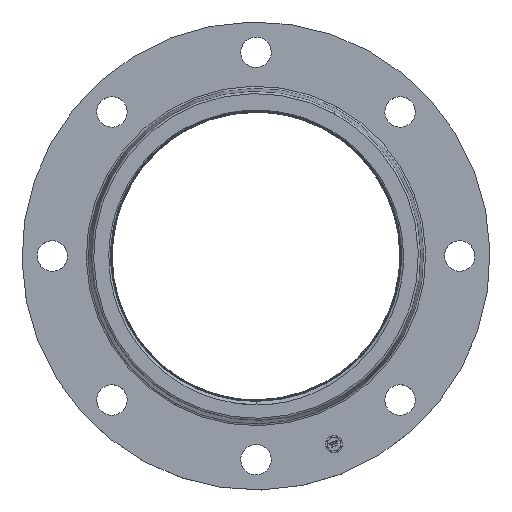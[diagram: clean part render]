
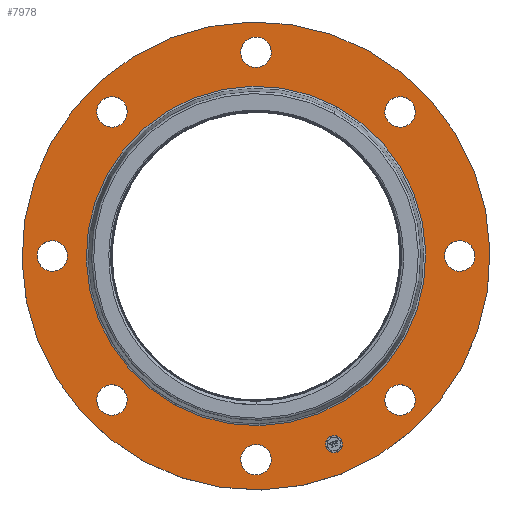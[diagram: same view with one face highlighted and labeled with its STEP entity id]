
A CAD part, top view. The second image highlights one B-rep face of the part: STEP entity #7978.
In plain terms, the highlighted planar face has unit normal (0, 0, 1).
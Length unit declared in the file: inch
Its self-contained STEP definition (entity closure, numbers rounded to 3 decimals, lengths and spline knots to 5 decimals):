
#367=AXIS2_PLACEMENT_3D('Circle Axis2P3D',#365,#366,$) ;
#384=AXIS2_PLACEMENT_3D('Circle Axis2P3D',#382,#383,$) ;
#424=AXIS2_PLACEMENT_3D('Circle Axis2P3D',#422,#423,$) ;
#441=AXIS2_PLACEMENT_3D('Circle Axis2P3D',#439,#440,$) ;
#481=AXIS2_PLACEMENT_3D('Circle Axis2P3D',#479,#480,$) ;
#498=AXIS2_PLACEMENT_3D('Circle Axis2P3D',#496,#497,$) ;
#538=AXIS2_PLACEMENT_3D('Circle Axis2P3D',#536,#537,$) ;
#555=AXIS2_PLACEMENT_3D('Circle Axis2P3D',#553,#554,$) ;
#595=AXIS2_PLACEMENT_3D('Circle Axis2P3D',#593,#594,$) ;
#612=AXIS2_PLACEMENT_3D('Circle Axis2P3D',#610,#611,$) ;
#652=AXIS2_PLACEMENT_3D('Circle Axis2P3D',#650,#651,$) ;
#669=AXIS2_PLACEMENT_3D('Circle Axis2P3D',#667,#668,$) ;
#709=AXIS2_PLACEMENT_3D('Circle Axis2P3D',#707,#708,$) ;
#726=AXIS2_PLACEMENT_3D('Circle Axis2P3D',#724,#725,$) ;
#946=AXIS2_PLACEMENT_3D('Circle Axis2P3D',#944,#945,$) ;
#972=AXIS2_PLACEMENT_3D('Circle Axis2P3D',#970,#971,$) ;
#996=AXIS2_PLACEMENT_3D('Circle Axis2P3D',#994,#995,$) ;
#1015=AXIS2_PLACEMENT_3D('Circle Axis2P3D',#1013,#1014,$) ;
#1046=AXIS2_PLACEMENT_3D('Circle Axis2P3D',#1044,#1045,$) ;
#1058=AXIS2_PLACEMENT_3D('Circle Axis2P3D',#1056,#1057,$) ;
#7918=AXIS2_PLACEMENT_3D('Plane Axis2P3D',#7915,#7916,#7917) ;
#7962=AXIS2_PLACEMENT_3D('Circle Axis2P3D',#7960,#7961,$) ;
#7971=AXIS2_PLACEMENT_3D('Circle Axis2P3D',#7969,#7970,$) ;
#348=CARTESIAN_POINT('Vertex',(4.27813,-4.57645,1.06)) ;
#362=CARTESIAN_POINT('Vertex',(4.03037,-3.73205,1.06)) ;
#365=CARTESIAN_POINT('Axis2P3D Location',(4.15425,-4.15425,1.06)) ;
#382=CARTESIAN_POINT('Axis2P3D Location',(4.15425,-4.15425,1.06)) ;
#405=CARTESIAN_POINT('Vertex',(-6.26114,0.21095,1.06)) ;
#419=CARTESIAN_POINT('Vertex',(-5.48886,-0.21095,1.06)) ;
#422=CARTESIAN_POINT('Axis2P3D Location',(-5.875,0.,1.06)) ;
#439=CARTESIAN_POINT('Axis2P3D Location',(-5.875,0.,1.06)) ;
#462=CARTESIAN_POINT('Vertex',(4.57645,4.27813,1.06)) ;
#476=CARTESIAN_POINT('Vertex',(3.73205,4.03037,1.06)) ;
#479=CARTESIAN_POINT('Axis2P3D Location',(4.15425,4.15425,1.06)) ;
#496=CARTESIAN_POINT('Axis2P3D Location',(4.15425,4.15425,1.06)) ;
#519=CARTESIAN_POINT('Vertex',(-4.57645,-4.27813,1.06)) ;
#533=CARTESIAN_POINT('Vertex',(-3.73205,-4.03037,1.06)) ;
#536=CARTESIAN_POINT('Axis2P3D Location',(-4.15425,-4.15425,1.06)) ;
#553=CARTESIAN_POINT('Axis2P3D Location',(-4.15425,-4.15425,1.06)) ;
#576=CARTESIAN_POINT('Vertex',(0.21095,6.26114,1.06)) ;
#590=CARTESIAN_POINT('Vertex',(-0.21095,5.48886,1.06)) ;
#593=CARTESIAN_POINT('Axis2P3D Location',(0.,5.875,1.06)) ;
#610=CARTESIAN_POINT('Axis2P3D Location',(0.,5.875,1.06)) ;
#633=CARTESIAN_POINT('Vertex',(-0.21095,-6.26114,1.06)) ;
#647=CARTESIAN_POINT('Vertex',(0.21095,-5.48886,1.06)) ;
#650=CARTESIAN_POINT('Axis2P3D Location',(0.,-5.875,1.06)) ;
#667=CARTESIAN_POINT('Axis2P3D Location',(0.,-5.875,1.06)) ;
#690=CARTESIAN_POINT('Vertex',(-4.27813,4.57645,1.06)) ;
#704=CARTESIAN_POINT('Vertex',(-4.03037,3.73205,1.06)) ;
#707=CARTESIAN_POINT('Axis2P3D Location',(-4.15425,4.15425,1.06)) ;
#724=CARTESIAN_POINT('Axis2P3D Location',(-4.15425,4.15425,1.06)) ;
#944=CARTESIAN_POINT('Axis2P3D Location',(0.,0.,1.06)) ;
#948=CARTESIAN_POINT('Vertex',(-2.34695,-4.29607,1.06)) ;
#950=CARTESIAN_POINT('Vertex',(2.34695,4.29607,1.06)) ;
#970=CARTESIAN_POINT('Axis2P3D Location',(0.,0.,1.06)) ;
#991=CARTESIAN_POINT('Vertex',(3.23612,5.92368,1.06)) ;
#994=CARTESIAN_POINT('Axis2P3D Location',(0.,0.,1.06)) ;
#998=CARTESIAN_POINT('Vertex',(-3.23612,-5.92368,1.06)) ;
#1013=CARTESIAN_POINT('Axis2P3D Location',(0.,0.,1.06)) ;
#1034=CARTESIAN_POINT('Vertex',(6.26114,-0.21095,1.06)) ;
#1041=CARTESIAN_POINT('Vertex',(5.48886,0.21095,1.06)) ;
#1044=CARTESIAN_POINT('Axis2P3D Location',(5.875,0.,1.06)) ;
#1056=CARTESIAN_POINT('Axis2P3D Location',(5.875,0.,1.06)) ;
#7915=CARTESIAN_POINT('Axis2P3D Location',(0.,6.75,1.06)) ;
#7960=CARTESIAN_POINT('Axis2P3D Location',(2.24827,-5.42779,1.06)) ;
#7964=CARTESIAN_POINT('Vertex',(2.47693,-5.33308,1.06)) ;
#7966=CARTESIAN_POINT('Vertex',(2.0196,-5.52251,1.06)) ;
#7969=CARTESIAN_POINT('Axis2P3D Location',(2.24827,-5.42779,1.06)) ;
#366=DIRECTION('Axis2P3D Direction',(0.,-0.,-0.039)) ;
#383=DIRECTION('Axis2P3D Direction',(0.,-0.,-0.039)) ;
#423=DIRECTION('Axis2P3D Direction',(-0.,0.,-0.039)) ;
#440=DIRECTION('Axis2P3D Direction',(-0.,0.,-0.039)) ;
#480=DIRECTION('Axis2P3D Direction',(0.,0.,-0.039)) ;
#497=DIRECTION('Axis2P3D Direction',(0.,0.,-0.039)) ;
#537=DIRECTION('Axis2P3D Direction',(-0.,0.,-0.039)) ;
#554=DIRECTION('Axis2P3D Direction',(-0.,0.,-0.039)) ;
#594=DIRECTION('Axis2P3D Direction',(0.,0.,-0.039)) ;
#611=DIRECTION('Axis2P3D Direction',(0.,0.,-0.039)) ;
#651=DIRECTION('Axis2P3D Direction',(0.,-0.,-0.039)) ;
#668=DIRECTION('Axis2P3D Direction',(0.,-0.,-0.039)) ;
#708=DIRECTION('Axis2P3D Direction',(0.,0.,-0.039)) ;
#725=DIRECTION('Axis2P3D Direction',(0.,0.,-0.039)) ;
#945=DIRECTION('Axis2P3D Direction',(0.,0.,-0.039)) ;
#971=DIRECTION('Axis2P3D Direction',(0.,0.,-0.039)) ;
#995=DIRECTION('Axis2P3D Direction',(0.,0.,-0.039)) ;
#1014=DIRECTION('Axis2P3D Direction',(0.,0.,-0.039)) ;
#1045=DIRECTION('Axis2P3D Direction',(0.,-0.,-0.039)) ;
#1057=DIRECTION('Axis2P3D Direction',(0.,-0.,-0.039)) ;
#7916=DIRECTION('Axis2P3D Direction',(0.,0.,-0.039)) ;
#7917=DIRECTION('Axis2P3D XDirection',(0.039,0.,0.)) ;
#7961=DIRECTION('Axis2P3D Direction',(0.,0.,-0.039)) ;
#7970=DIRECTION('Axis2P3D Direction',(0.,0.,-0.039)) ;
#7921=ORIENTED_EDGE('',*,*,#1000,.F.) ;
#7922=ORIENTED_EDGE('',*,*,#1017,.F.) ;
#7925=ORIENTED_EDGE('',*,*,#1060,.T.) ;
#7926=ORIENTED_EDGE('',*,*,#1048,.T.) ;
#7929=ORIENTED_EDGE('',*,*,#952,.T.) ;
#7930=ORIENTED_EDGE('',*,*,#974,.T.) ;
#7933=ORIENTED_EDGE('',*,*,#369,.T.) ;
#7934=ORIENTED_EDGE('',*,*,#386,.T.) ;
#7937=ORIENTED_EDGE('',*,*,#654,.T.) ;
#7938=ORIENTED_EDGE('',*,*,#671,.T.) ;
#7941=ORIENTED_EDGE('',*,*,#540,.T.) ;
#7942=ORIENTED_EDGE('',*,*,#557,.T.) ;
#7945=ORIENTED_EDGE('',*,*,#426,.T.) ;
#7946=ORIENTED_EDGE('',*,*,#443,.T.) ;
#7949=ORIENTED_EDGE('',*,*,#711,.T.) ;
#7950=ORIENTED_EDGE('',*,*,#728,.T.) ;
#7953=ORIENTED_EDGE('',*,*,#597,.T.) ;
#7954=ORIENTED_EDGE('',*,*,#614,.T.) ;
#7957=ORIENTED_EDGE('',*,*,#483,.T.) ;
#7958=ORIENTED_EDGE('',*,*,#500,.T.) ;
#7975=ORIENTED_EDGE('',*,*,#7968,.T.) ;
#7976=ORIENTED_EDGE('',*,*,#7973,.T.) ;
#7927=FACE_BOUND('',#7924,.T.) ;
#7931=FACE_BOUND('',#7928,.T.) ;
#7935=FACE_BOUND('',#7932,.T.) ;
#7939=FACE_BOUND('',#7936,.T.) ;
#7943=FACE_BOUND('',#7940,.T.) ;
#7947=FACE_BOUND('',#7944,.T.) ;
#7951=FACE_BOUND('',#7948,.T.) ;
#7955=FACE_BOUND('',#7952,.T.) ;
#7959=FACE_BOUND('',#7956,.T.) ;
#7977=FACE_BOUND('',#7974,.T.) ;
#7978=ADVANCED_FACE('PartBody',(#7923,#7927,#7931,#7935,#7939,#7943,#7947,#7951,#7955,#7959,#7977),#7919,.F.) ;
#368=CIRCLE('generated circle',#367,0.44) ;
#385=CIRCLE('generated circle',#384,0.44) ;
#425=CIRCLE('generated circle',#424,0.44) ;
#442=CIRCLE('generated circle',#441,0.44) ;
#482=CIRCLE('generated circle',#481,0.44) ;
#499=CIRCLE('generated circle',#498,0.44) ;
#539=CIRCLE('generated circle',#538,0.44) ;
#556=CIRCLE('generated circle',#555,0.44) ;
#596=CIRCLE('generated circle',#595,0.44) ;
#613=CIRCLE('generated circle',#612,0.44) ;
#653=CIRCLE('generated circle',#652,0.44) ;
#670=CIRCLE('generated circle',#669,0.44) ;
#710=CIRCLE('generated circle',#709,0.44) ;
#727=CIRCLE('generated circle',#726,0.44) ;
#947=CIRCLE('generated circle',#946,4.89535) ;
#973=CIRCLE('generated circle',#972,4.89535) ;
#997=CIRCLE('generated circle',#996,6.75) ;
#1016=CIRCLE('generated circle',#1015,6.75) ;
#1047=CIRCLE('generated circle',#1046,0.44) ;
#1059=CIRCLE('generated circle',#1058,0.44) ;
#7963=CIRCLE('generated circle',#7962,0.2475) ;
#7972=CIRCLE('generated circle',#7971,0.2475) ;
#369=EDGE_CURVE('',#349,#363,#368,.T.) ;
#386=EDGE_CURVE('',#363,#349,#385,.T.) ;
#426=EDGE_CURVE('',#406,#420,#425,.T.) ;
#443=EDGE_CURVE('',#420,#406,#442,.T.) ;
#483=EDGE_CURVE('',#463,#477,#482,.T.) ;
#500=EDGE_CURVE('',#477,#463,#499,.T.) ;
#540=EDGE_CURVE('',#520,#534,#539,.T.) ;
#557=EDGE_CURVE('',#534,#520,#556,.T.) ;
#597=EDGE_CURVE('',#577,#591,#596,.T.) ;
#614=EDGE_CURVE('',#591,#577,#613,.T.) ;
#654=EDGE_CURVE('',#634,#648,#653,.T.) ;
#671=EDGE_CURVE('',#648,#634,#670,.T.) ;
#711=EDGE_CURVE('',#691,#705,#710,.T.) ;
#728=EDGE_CURVE('',#705,#691,#727,.T.) ;
#952=EDGE_CURVE('',#949,#951,#947,.T.) ;
#974=EDGE_CURVE('',#951,#949,#973,.T.) ;
#1000=EDGE_CURVE('',#992,#999,#997,.T.) ;
#1017=EDGE_CURVE('',#999,#992,#1016,.T.) ;
#1048=EDGE_CURVE('',#1035,#1042,#1047,.T.) ;
#1060=EDGE_CURVE('',#1042,#1035,#1059,.T.) ;
#7968=EDGE_CURVE('',#7965,#7967,#7963,.T.) ;
#7973=EDGE_CURVE('',#7967,#7965,#7972,.T.) ;
#7920=EDGE_LOOP('',(#7921,#7922)) ;
#7924=EDGE_LOOP('',(#7925,#7926)) ;
#7928=EDGE_LOOP('',(#7929,#7930)) ;
#7932=EDGE_LOOP('',(#7933,#7934)) ;
#7936=EDGE_LOOP('',(#7937,#7938)) ;
#7940=EDGE_LOOP('',(#7941,#7942)) ;
#7944=EDGE_LOOP('',(#7945,#7946)) ;
#7948=EDGE_LOOP('',(#7949,#7950)) ;
#7952=EDGE_LOOP('',(#7953,#7954)) ;
#7956=EDGE_LOOP('',(#7957,#7958)) ;
#7974=EDGE_LOOP('',(#7975,#7976)) ;
#7923=FACE_OUTER_BOUND('',#7920,.T.) ;
#7919=PLANE('',#7918) ;
#349=VERTEX_POINT('',#348) ;
#363=VERTEX_POINT('',#362) ;
#406=VERTEX_POINT('',#405) ;
#420=VERTEX_POINT('',#419) ;
#463=VERTEX_POINT('',#462) ;
#477=VERTEX_POINT('',#476) ;
#520=VERTEX_POINT('',#519) ;
#534=VERTEX_POINT('',#533) ;
#577=VERTEX_POINT('',#576) ;
#591=VERTEX_POINT('',#590) ;
#634=VERTEX_POINT('',#633) ;
#648=VERTEX_POINT('',#647) ;
#691=VERTEX_POINT('',#690) ;
#705=VERTEX_POINT('',#704) ;
#949=VERTEX_POINT('',#948) ;
#951=VERTEX_POINT('',#950) ;
#992=VERTEX_POINT('',#991) ;
#999=VERTEX_POINT('',#998) ;
#1035=VERTEX_POINT('',#1034) ;
#1042=VERTEX_POINT('',#1041) ;
#7965=VERTEX_POINT('',#7964) ;
#7967=VERTEX_POINT('',#7966) ;
